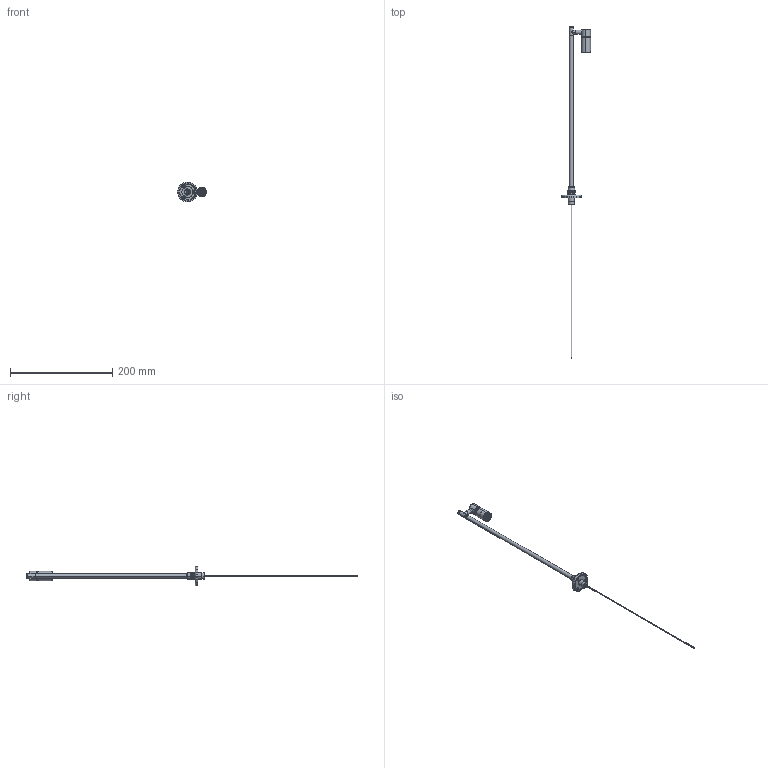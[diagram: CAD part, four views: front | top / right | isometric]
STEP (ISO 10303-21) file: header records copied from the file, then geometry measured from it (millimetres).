
FILE_DESCRIPTION((''),'2;1');
FILE_NAME('12V3W_25_-REV00001_ASM','2025-01-17T08:55:38',('Administrator'),(''),'CREO PARAMETRIC BY PTC INC, 2019080','CREO PARAMETRIC BY PTC INC, 2019080','');
FILE_SCHEMA(('AUTOMOTIVE_DESIGN { 1 0 10303 214 1 1 1 1 }'));
Products named in the file (27): 202406260001; 2024062600; 202406270001; 202406270002; 20240628000; 202406270003; 202406270004; 0002; 2024070300; EVA12190; _18_2024092100; 2023122100; 0003_ASM; _0001_ASM; M40001; 4040200003320001; 20241030-0001; 24V3W_18_PCB-REV10001; 20241030-0002; _35_0001_ASM; KM2X4; 1205000; 3WA00; 3WB00; 24V3W_18__REV10001_ASM; 12V3W_25_-REV00001_ASM
Assembly tree (27 placements, depth 5):
  12V3W_25_-REV00001_ASM
    202406260001
    2024062600
    202406270001
    202406270002
    20240628000
    202406270003
    202406270004
    0002
    2024070300
    EVA12190
    24V3W_18__REV10001_ASM
      _18_2024092100
      _0001_ASM
        0003_ASM
          2023122100
          2023122100
      M40001
      4040200003320001
      _35_0001_ASM
        20241030-0001
        24V3W_18_PCB-REV10001
        20241030-0002
      KM2X4  x2
      1205000
      3WA00
      3WB00
Bounding box: 57.02 x 650 x 39 mm (x, y, z)
Volume: 29108.6 mm3; surface area: 36987.6 mm2
Topology: 25 solids, 25 shells, 2447 faces, 8611 edges, 5130 vertices
Faces by surface type: sphere 1160, cylinder 494, bspline 336, plane 323, cone 127, torus 7
Entity records: 179971 total; most frequent: CARTESIAN_POINT 97538, ORIENTED_EDGE 14734, DIRECTION 8958, EDGE_CURVE 7367, PRESENTATION_STYLE_ASSIGNMENT 5765, STYLED_ITEM 5765, VERTEX_POINT 5042, CURVE_STYLE 4498
